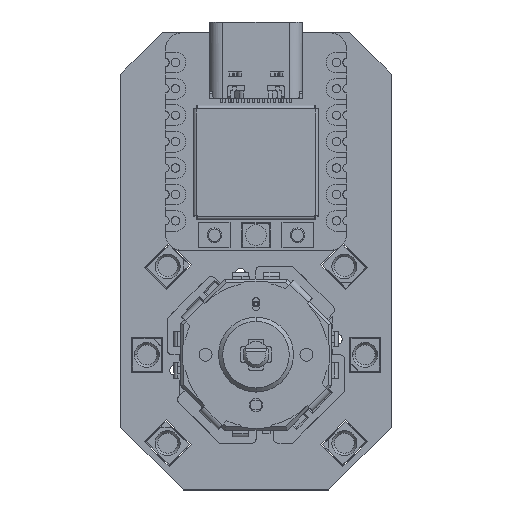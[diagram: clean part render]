
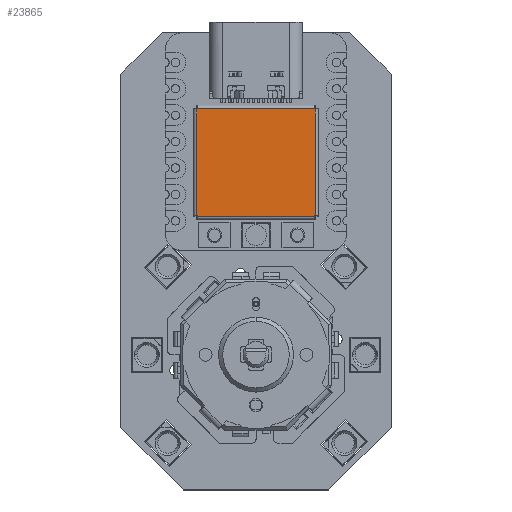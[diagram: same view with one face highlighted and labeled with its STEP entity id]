
A CAD part, top view. The second image highlights one B-rep face of the part: STEP entity #23865.
In plain terms, the highlighted face is planar.
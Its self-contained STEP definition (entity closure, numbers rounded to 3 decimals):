
#22408 = VERTEX_POINT('',#22409);
#22409 = CARTESIAN_POINT('',(-5.638,3.2,-3.2));
#22424 = VERTEX_POINT('',#22425);
#22425 = CARTESIAN_POINT('',(-5.638,3.2,-3.138));
#22431 = EDGE_CURVE('',#22408,#22424,#22432,.T.);
#22432 = LINE('',#22433,#22434);
#22433 = CARTESIAN_POINT('',(-5.638,3.2,0.));
#22434 = VECTOR('',#22435,1.);
#22435 = DIRECTION('',(0.,0.,1.));
#22455 = VERTEX_POINT('',#22456);
#22456 = CARTESIAN_POINT('',(-5.7,3.2,-3.138));
#22462 = EDGE_CURVE('',#22424,#22455,#22463,.T.);
#22463 = LINE('',#22464,#22465);
#22464 = CARTESIAN_POINT('',(0.,3.2,-3.138));
#22465 = VECTOR('',#22466,1.);
#22466 = DIRECTION('',(-1.,0.,0.));
#22737 = VERTEX_POINT('',#22738);
#22738 = CARTESIAN_POINT('',(-5.7,3.2,7.138));
#22769 = VERTEX_POINT('',#22770);
#22770 = CARTESIAN_POINT('',(-5.638,3.2,7.138));
#22776 = EDGE_CURVE('',#22737,#22769,#22777,.T.);
#22777 = LINE('',#22778,#22779);
#22778 = CARTESIAN_POINT('',(0.,3.2,7.138));
#22779 = VECTOR('',#22780,1.);
#22780 = DIRECTION('',(1.,0.,0.));
#22800 = VERTEX_POINT('',#22801);
#22801 = CARTESIAN_POINT('',(-5.638,3.2,7.2));
#22807 = EDGE_CURVE('',#22769,#22800,#22808,.T.);
#22808 = LINE('',#22809,#22810);
#22809 = CARTESIAN_POINT('',(-5.638,3.2,0.));
#22810 = VECTOR('',#22811,1.);
#22811 = DIRECTION('',(-0.,0.,1.));
#23082 = VERTEX_POINT('',#23083);
#23083 = CARTESIAN_POINT('',(5.638,3.2,7.2));
#23114 = VERTEX_POINT('',#23115);
#23115 = CARTESIAN_POINT('',(5.638,3.2,7.138));
#23121 = EDGE_CURVE('',#23082,#23114,#23122,.T.);
#23122 = LINE('',#23123,#23124);
#23123 = CARTESIAN_POINT('',(5.638,3.2,0.));
#23124 = VECTOR('',#23125,1.);
#23125 = DIRECTION('',(0.,0.,-1.));
#23145 = VERTEX_POINT('',#23146);
#23146 = CARTESIAN_POINT('',(5.7,3.2,7.138));
#23152 = EDGE_CURVE('',#23114,#23145,#23153,.T.);
#23153 = LINE('',#23154,#23155);
#23154 = CARTESIAN_POINT('',(0.,3.2,7.138));
#23155 = VECTOR('',#23156,1.);
#23156 = DIRECTION('',(1.,0.,0.));
#23427 = VERTEX_POINT('',#23428);
#23428 = CARTESIAN_POINT('',(5.7,3.2,-3.138));
#23459 = VERTEX_POINT('',#23460);
#23460 = CARTESIAN_POINT('',(5.638,3.2,-3.138));
#23466 = EDGE_CURVE('',#23427,#23459,#23467,.T.);
#23467 = LINE('',#23468,#23469);
#23468 = CARTESIAN_POINT('',(0.,3.2,-3.138));
#23469 = VECTOR('',#23470,1.);
#23470 = DIRECTION('',(-1.,0.,0.));
#23490 = VERTEX_POINT('',#23491);
#23491 = CARTESIAN_POINT('',(5.638,3.2,-3.2));
#23497 = EDGE_CURVE('',#23459,#23490,#23498,.T.);
#23498 = LINE('',#23499,#23500);
#23499 = CARTESIAN_POINT('',(5.638,3.2,0.));
#23500 = VECTOR('',#23501,1.);
#23501 = DIRECTION('',(0.,0.,-1.));
#23865 = ADVANCED_FACE('',(#23866),#23900,.F.);
#23866 = FACE_BOUND('',#23867,.T.);
#23867 = EDGE_LOOP('',(#23868,#23869,#23875,#23876,#23877,#23883,#23884,
    #23885,#23891,#23892,#23893,#23899));
#23868 = ORIENTED_EDGE('',*,*,#23152,.T.);
#23869 = ORIENTED_EDGE('',*,*,#23870,.T.);
#23870 = EDGE_CURVE('',#23145,#23427,#23871,.T.);
#23871 = LINE('',#23872,#23873);
#23872 = CARTESIAN_POINT('',(5.7,3.2,0.));
#23873 = VECTOR('',#23874,1.);
#23874 = DIRECTION('',(0.,0.,-1.));
#23875 = ORIENTED_EDGE('',*,*,#23466,.T.);
#23876 = ORIENTED_EDGE('',*,*,#23497,.T.);
#23877 = ORIENTED_EDGE('',*,*,#23878,.T.);
#23878 = EDGE_CURVE('',#23490,#22408,#23879,.T.);
#23879 = LINE('',#23880,#23881);
#23880 = CARTESIAN_POINT('',(0.,3.2,-3.2));
#23881 = VECTOR('',#23882,1.);
#23882 = DIRECTION('',(-1.,0.,0.));
#23883 = ORIENTED_EDGE('',*,*,#22431,.T.);
#23884 = ORIENTED_EDGE('',*,*,#22462,.T.);
#23885 = ORIENTED_EDGE('',*,*,#23886,.T.);
#23886 = EDGE_CURVE('',#22455,#22737,#23887,.T.);
#23887 = LINE('',#23888,#23889);
#23888 = CARTESIAN_POINT('',(-5.7,3.2,0.));
#23889 = VECTOR('',#23890,1.);
#23890 = DIRECTION('',(0.,0.,1.));
#23891 = ORIENTED_EDGE('',*,*,#22776,.T.);
#23892 = ORIENTED_EDGE('',*,*,#22807,.T.);
#23893 = ORIENTED_EDGE('',*,*,#23894,.T.);
#23894 = EDGE_CURVE('',#22800,#23082,#23895,.T.);
#23895 = LINE('',#23896,#23897);
#23896 = CARTESIAN_POINT('',(0.,3.2,7.2));
#23897 = VECTOR('',#23898,1.);
#23898 = DIRECTION('',(1.,0.,0.));
#23899 = ORIENTED_EDGE('',*,*,#23121,.T.);
#23900 = PLANE('',#23901);
#23901 = AXIS2_PLACEMENT_3D('',#23902,#23903,#23904);
#23902 = CARTESIAN_POINT('',(0.,3.2,0.));
#23903 = DIRECTION('',(0.,-1.,0.));
#23904 = DIRECTION('',(0.,-0.,-1.));
